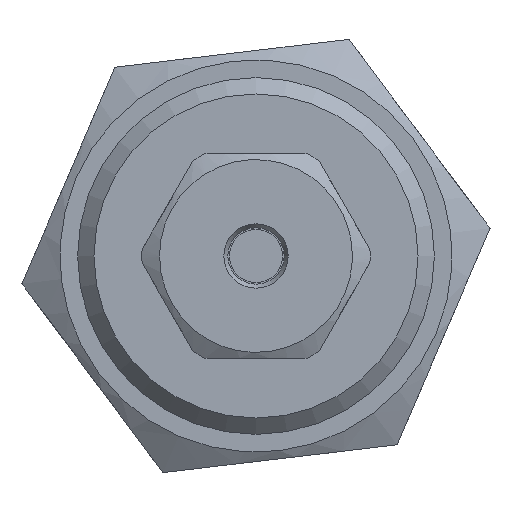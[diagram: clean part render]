
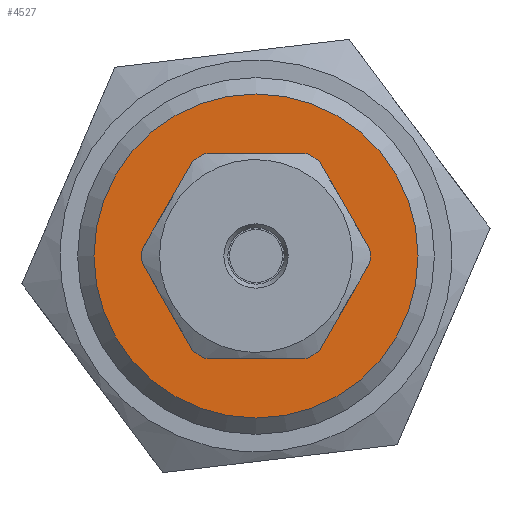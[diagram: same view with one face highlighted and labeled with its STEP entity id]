
A CAD part, left-side view. The second image highlights one B-rep face of the part: STEP entity #4527.
In plain terms, the highlighted planar face has unit normal (-1, 0, 0).
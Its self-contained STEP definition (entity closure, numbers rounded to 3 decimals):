
#4484=CARTESIAN_POINT('',(0.,-2.45,0.0));
#4485=VERTEX_POINT('',#4484);
#4486=CARTESIAN_POINT('',(0.,0.,0.0));
#4487=DIRECTION('',(1.0,0.0,0.0));
#4488=DIRECTION('',(0.0,-1.0,0.0));
#4489=AXIS2_PLACEMENT_3D('',#4486,#4487,#4488);
#4490=CIRCLE('',#4489,2.45);
#4491=EDGE_CURVE('',#4485,#4485,#4490,.T.);
#4501=CARTESIAN_POINT('',(0.,5.04,0.0));
#4502=VERTEX_POINT('',#4501);
#4503=CARTESIAN_POINT('',(0.,0.,0.0));
#4504=DIRECTION('',(1.0,0.0,0.0));
#4505=DIRECTION('',(0.0,1.0,0.0));
#4506=AXIS2_PLACEMENT_3D('',#4503,#4504,#4505);
#4507=CIRCLE('',#4506,5.04);
#4508=EDGE_CURVE('',#4502,#4502,#4507,.T.);
#4516=CARTESIAN_POINT('',(0.,2.52,0.0));
#4517=DIRECTION('',(-1.0,0.0,0.0));
#4518=DIRECTION('',(0.0,0.0,1.0));
#4519=AXIS2_PLACEMENT_3D('',#4516,#4517,#4518);
#4520=PLANE('',#4519);
#4521=ORIENTED_EDGE('',*,*,#4508,.F.);
#4522=EDGE_LOOP('',(#4521));
#4523=FACE_OUTER_BOUND('',#4522,.T.);
#4524=ORIENTED_EDGE('',*,*,#4491,.T.);
#4525=EDGE_LOOP('',(#4524));
#4526=FACE_BOUND('',#4525,.T.);
#4527=ADVANCED_FACE('',(#4523,#4526),#4520,.T.);
